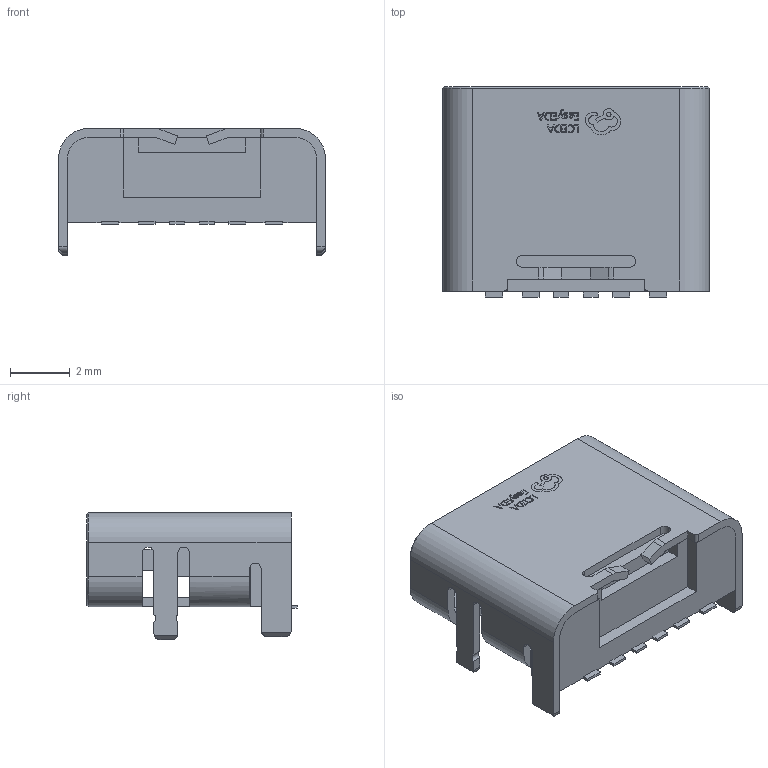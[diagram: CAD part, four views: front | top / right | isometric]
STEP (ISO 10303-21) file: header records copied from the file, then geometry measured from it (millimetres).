
FILE_DESCRIPTION (( 'STEP AP214' ), '1' );
FILE_NAME ('USB-C-SMD_HC-TYPE-C-6P-01A.step', '2022-07-15T09:14:11', ( '' ), ( '' ), 'SwSTEP 2.0', 'SolidWorks 2020', '' );
FILE_SCHEMA (( 'AUTOMOTIVE_DESIGN' ));
Length unit declared in the file: millimetre
Products named in the file (1): USB-C-SMD_HC-TYPE-C-6P-01A
Bounding box: 8.95 x 7.05 x 4.26 mm (x, y, z)
Volume: 97.1 mm3; surface area: 461.7 mm2
Topology: 19 solids, 19 shells, 572 faces, 1533 edges, 996 vertices
Faces by surface type: plane 380, bspline 120, cylinder 64, cone 8
Entity records: 25440 total; most frequent: CARTESIAN_POINT 5454, ORIENTED_EDGE 3050, DIRECTION 2309, EDGE_CURVE 1525, VECTOR 1143, LINE 1143, VERTEX_POINT 996, EDGE_LOOP 595
